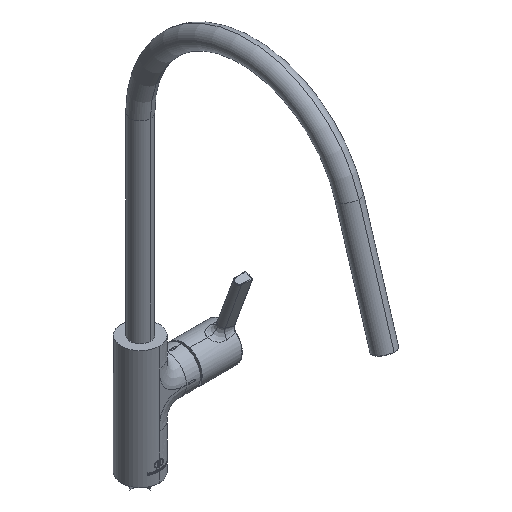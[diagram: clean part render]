
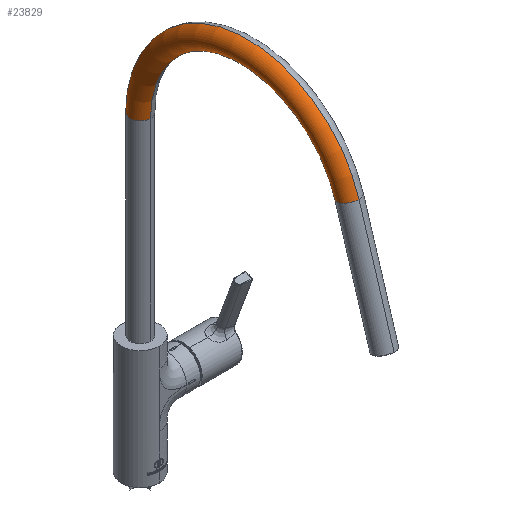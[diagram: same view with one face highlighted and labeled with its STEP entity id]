
A CAD part, isometric view. The second image highlights one B-rep face of the part: STEP entity #23829.
In plain terms, the highlighted toroidal (fillet/blend) face has major radius 104 mm and minor radius 10 mm.
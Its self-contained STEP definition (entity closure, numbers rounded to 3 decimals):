
#6188=CARTESIAN_POINT('',(0.,-104.,303.3));
#6189=DIRECTION('',(1.,0.,0.));
#6190=DIRECTION('',(0.,1.,0.));
#6191=AXIS2_PLACEMENT_3D('',#6188,#6189,#6190);
#6193=CARTESIAN_POINT('',(0.,0.,303.3));
#6194=DIRECTION('',(0.,0.,1.));
#6195=DIRECTION('',(0.,1.,0.));
#6196=AXIS2_PLACEMENT_3D('',#6193,#6194,#6195);
#6198=CARTESIAN_POINT('',(0.,-104.,303.3));
#6199=DIRECTION('',(1.,0.,0.));
#6200=DIRECTION('',(0.,1.,0.));
#6201=AXIS2_PLACEMENT_3D('',#6198,#6199,#6200);
#6211=CARTESIAN_POINT('',(0.,-203.456,333.707));
#6212=DIRECTION('',(0.,-0.292,-0.956));
#6213=DIRECTION('',(0.,-0.956,0.292));
#6214=AXIS2_PLACEMENT_3D('',#6211,#6212,#6213);
#7832=CARTESIAN_POINT('',(0.,10.,303.3));
#7834=VERTEX_POINT('',#7832);
#7835=CARTESIAN_POINT('',(0.,-10.,303.3));
#7836=CARTESIAN_POINT('',(0.,-193.893,330.783));
#7837=VERTEX_POINT('',#7835);
#7838=VERTEX_POINT('',#7836);
#7839=CARTESIAN_POINT('',(0.,-213.019,336.63));
#7840=VERTEX_POINT('',#7839);
#23817=CARTESIAN_POINT('',(0.,-104.,303.3));
#23818=DIRECTION('',(1.,0.,0.));
#23819=DIRECTION('',(0.,-1.,0.));
#23820=AXIS2_PLACEMENT_3D('',#23817,#23818,#23819);
#23821=TOROIDAL_SURFACE('',#23820,104.,10.);
#23822=ORIENTED_EDGE('',*,*,#23807,.F.);
#23823=ORIENTED_EDGE('',*,*,#23770,.F.);
#23824=ORIENTED_EDGE('',*,*,#23811,.T.);
#23826=ORIENTED_EDGE('',*,*,#23825,.T.);
#23827=EDGE_LOOP('',(#23822,#23823,#23824,#23826));
#23828=FACE_OUTER_BOUND('',#23827,.F.);
#6192=CIRCLE('',#6191,94.);
#6197=CIRCLE('',#6196,10.);
#6202=CIRCLE('',#6201,114.);
#6215=CIRCLE('',#6214,10.);
#23770=EDGE_CURVE('',#7834,#7837,#6197,.T.);
#23807=EDGE_CURVE('',#7837,#7838,#6192,.T.);
#23811=EDGE_CURVE('',#7834,#7840,#6202,.T.);
#23825=EDGE_CURVE('',#7840,#7838,#6215,.T.);
#23829=ADVANCED_FACE('',(#23828),#23821,.T.);
